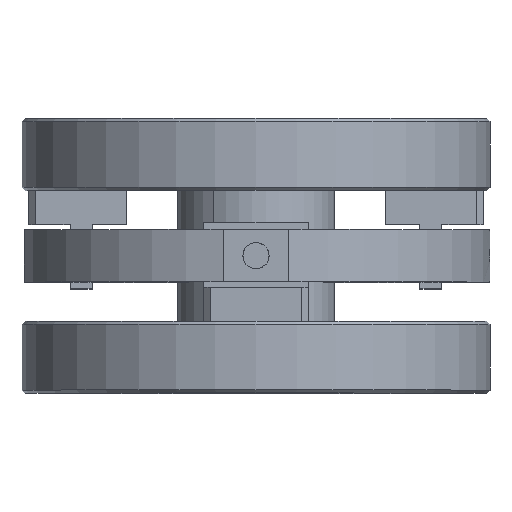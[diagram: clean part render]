
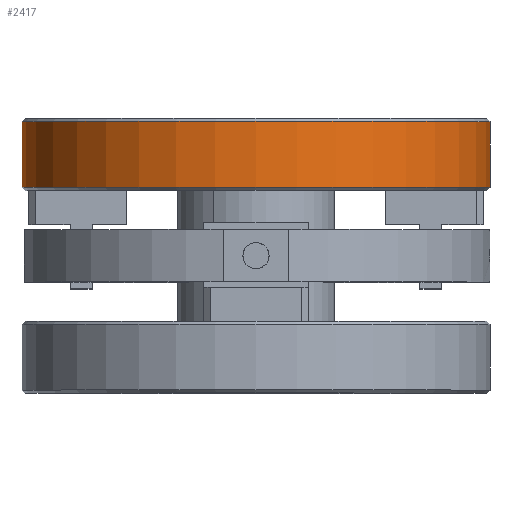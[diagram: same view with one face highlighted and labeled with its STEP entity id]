
A CAD part, top view. The second image highlights one B-rep face of the part: STEP entity #2417.
In plain terms, the highlighted cylindrical face has radius 56.769 mm (diameter 113.538 mm), a partial arc.
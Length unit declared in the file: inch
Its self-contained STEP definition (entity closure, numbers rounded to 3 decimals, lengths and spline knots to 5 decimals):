
#1024 = FACE_OUTER_BOUND ( 'NONE', #7415, .T. ) ;
#1025 = CYLINDRICAL_SURFACE ( 'NONE', #12107, 2.235 ) ;
#1121 = CIRCLE ( 'NONE', #8994, 2.235 ) ;
#1170 = CIRCLE ( 'NONE', #9018, 2.235 ) ;
#1462 = LINE ( 'NONE', #6727, #1466 ) ;
#1466 = VECTOR ( 'NONE', #6718, 39.37008 ) ;
#2099 = ORIENTED_EDGE ( 'NONE', *, *, #12533, .T. ) ;
#2103 = ORIENTED_EDGE ( 'NONE', *, *, #12719, .T. ) ;
#2104 = ORIENTED_EDGE ( 'NONE', *, *, #12503, .T. ) ;
#2105 = ORIENTED_EDGE ( 'NONE', *, *, #12411, .F. ) ;
#2417 = ADVANCED_FACE ( 'NONE', ( #1024 ), #1025, .T. ) ;
#3636 = VECTOR ( 'NONE', #10196, 39.37008 ) ;
#3638 = LINE ( 'NONE', #10205, #3636 ) ;
#6718 = DIRECTION ( 'NONE',  ( 0., -1., 0. ) ) ;
#6727 = CARTESIAN_POINT ( 'NONE',  ( -2.235, -1.72525, 0. ) ) ;
#7415 = EDGE_LOOP ( 'NONE', ( #2099, #2103, #2104, #2105 ) ) ;
#7831 = CARTESIAN_POINT ( 'NONE',  ( -2.235, -0.657, 0. ) ) ;
#7844 = CARTESIAN_POINT ( 'NONE',  ( 2.235, -0.03, 0. ) ) ;
#7892 = CARTESIAN_POINT ( 'NONE',  ( -2.235, -0.03, 0. ) ) ;
#7893 = CARTESIAN_POINT ( 'NONE',  ( 2.235, -0.657, 0. ) ) ;
#8994 = AXIS2_PLACEMENT_3D ( 'NONE', #9918, #9917, #9916 ) ;
#9018 = AXIS2_PLACEMENT_3D ( 'NONE', #9845, #9843, #9842 ) ;
#9842 = DIRECTION ( 'NONE',  ( 1., 0., 0. ) ) ;
#9843 = DIRECTION ( 'NONE',  ( 0., -1., 0. ) ) ;
#9845 = CARTESIAN_POINT ( 'NONE',  ( 0., -0.03, 0. ) ) ;
#9916 = DIRECTION ( 'NONE',  ( -1., 0., 0. ) ) ;
#9917 = DIRECTION ( 'NONE',  ( 0., 1., 0. ) ) ;
#9918 = CARTESIAN_POINT ( 'NONE',  ( 0., -0.657, 0. ) ) ;
#10196 = DIRECTION ( 'NONE',  ( 0., -1., 0. ) ) ;
#10205 = CARTESIAN_POINT ( 'NONE',  ( 2.235, -1.72525, 0. ) ) ;
#10650 = CARTESIAN_POINT ( 'NONE',  ( 0., -1.72525, 0. ) ) ;
#10662 = DIRECTION ( 'NONE',  ( 0., -1., 0. ) ) ;
#10663 = DIRECTION ( 'NONE',  ( 1., 0., 0. ) ) ;
#12107 = AXIS2_PLACEMENT_3D ( 'NONE', #10650, #10662, #10663 ) ;
#12411 = EDGE_CURVE ( 'NONE', #13493, #13542, #3638, .T. ) ;
#12503 = EDGE_CURVE ( 'NONE', #13480, #13542, #1121, .T. ) ;
#12533 = EDGE_CURVE ( 'NONE', #13493, #13541, #1170, .T. ) ;
#12719 = EDGE_CURVE ( 'NONE', #13541, #13480, #1462, .T. ) ;
#13480 = VERTEX_POINT ( 'NONE', #7831 ) ;
#13493 = VERTEX_POINT ( 'NONE', #7844 ) ;
#13541 = VERTEX_POINT ( 'NONE', #7892 ) ;
#13542 = VERTEX_POINT ( 'NONE', #7893 ) ;
